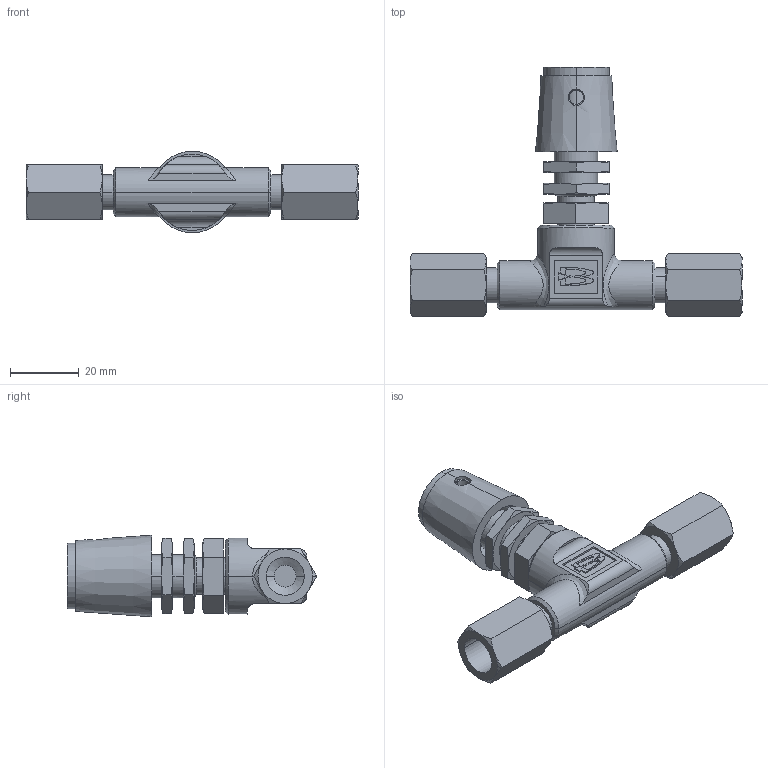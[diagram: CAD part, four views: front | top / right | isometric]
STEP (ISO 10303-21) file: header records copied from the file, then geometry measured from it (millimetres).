
FILE_DESCRIPTION (( 'STEP AP203' ), '1' );
FILE_NAME ('8504F-A-3C.STEP', '2022-01-31T18:32:07', ( '' ), ( '' ), 'SwSTEP 2.0', 'SolidWorks 2020', '' );
FILE_SCHEMA (( 'CONFIG_CONTROL_DESIGN' ));
Length unit declared in the file: inch
Products named in the file (1): 8504F-A-3C
Bounding box: 96.77 x 72.67 x 23.81 mm (x, y, z)
Volume: 29506.1 mm3; surface area: 15206.4 mm2
Topology: 5 solids, 6 shells, 323 faces, 761 edges, 475 vertices
Faces by surface type: plane 110, cone 108, cylinder 89, bspline 16
Entity records: 12421 total; most frequent: CARTESIAN_POINT 5251, ORIENTED_EDGE 1522, DIRECTION 1375, EDGE_CURVE 761, AXIS2_PLACEMENT_3D 528, VERTEX_POINT 475, EDGE_LOOP 350, ADVANCED_FACE 323
